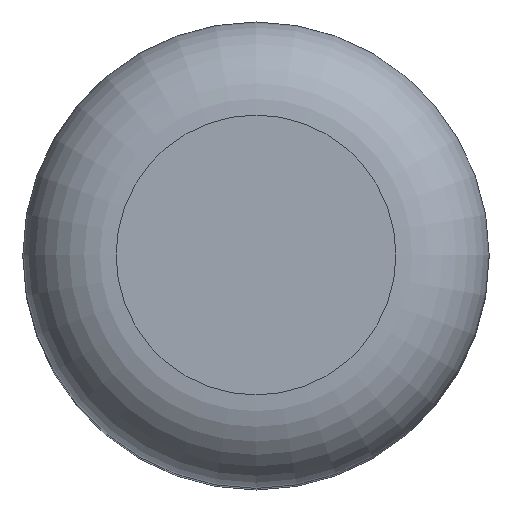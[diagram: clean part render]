
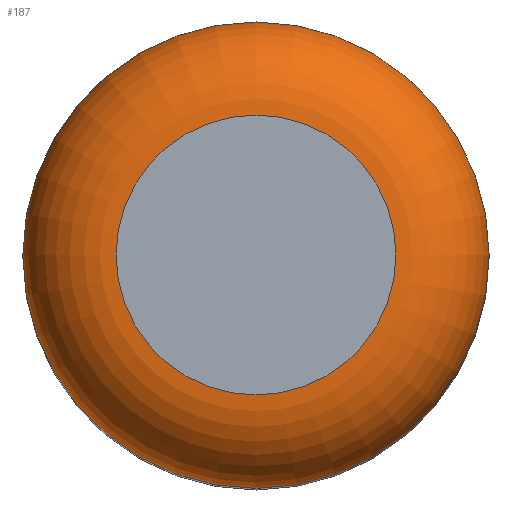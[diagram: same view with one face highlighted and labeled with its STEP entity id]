
A CAD part, top view. The second image highlights one B-rep face of the part: STEP entity #187.
In plain terms, the highlighted toroidal (fillet/blend) face has major radius 1.5 mm and minor radius 1 mm.
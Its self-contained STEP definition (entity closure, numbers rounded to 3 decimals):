
#21=TOROIDAL_SURFACE('',#231,1.5,1.);
#38=FACE_OUTER_BOUND('',#54,.T.);
#54=EDGE_LOOP('',(#160,#161,#162,#163));
#85=CIRCLE('',#230,2.5);
#86=CIRCLE('',#232,1.5);
#87=CIRCLE('',#233,1.);
#101=VERTEX_POINT('',#350);
#102=VERTEX_POINT('',#354);
#121=EDGE_CURVE('',#101,#101,#85,.T.);
#123=EDGE_CURVE('',#102,#102,#86,.T.);
#124=EDGE_CURVE('',#102,#101,#87,.T.);
#160=ORIENTED_EDGE('',*,*,#123,.T.);
#161=ORIENTED_EDGE('',*,*,#124,.T.);
#162=ORIENTED_EDGE('',*,*,#121,.T.);
#163=ORIENTED_EDGE('',*,*,#124,.F.);
#187=ADVANCED_FACE('',(#38),#21,.T.);
#230=AXIS2_PLACEMENT_3D('',#351,#292,#293);
#231=AXIS2_PLACEMENT_3D('',#353,#295,#296);
#232=AXIS2_PLACEMENT_3D('',#355,#297,#298);
#233=AXIS2_PLACEMENT_3D('',#356,#299,#300);
#292=DIRECTION('center_axis',(0.,0.,1.));
#293=DIRECTION('ref_axis',(1.,0.,0.));
#295=DIRECTION('center_axis',(0.,0.,1.));
#296=DIRECTION('ref_axis',(1.,0.,0.));
#297=DIRECTION('center_axis',(0.,0.,-1.));
#298=DIRECTION('ref_axis',(1.,0.,0.));
#299=DIRECTION('center_axis',(0.,-1.,0.));
#300=DIRECTION('ref_axis',(-1.,0.,0.));
#350=CARTESIAN_POINT('',(-2.5,0.,8.));
#351=CARTESIAN_POINT('Origin',(0.,0.,8.));
#353=CARTESIAN_POINT('Origin',(0.,0.,8.));
#354=CARTESIAN_POINT('',(-1.5,0.,9.));
#355=CARTESIAN_POINT('Origin',(0.,0.,9.));
#356=CARTESIAN_POINT('Origin',(-1.5,0.,8.));
